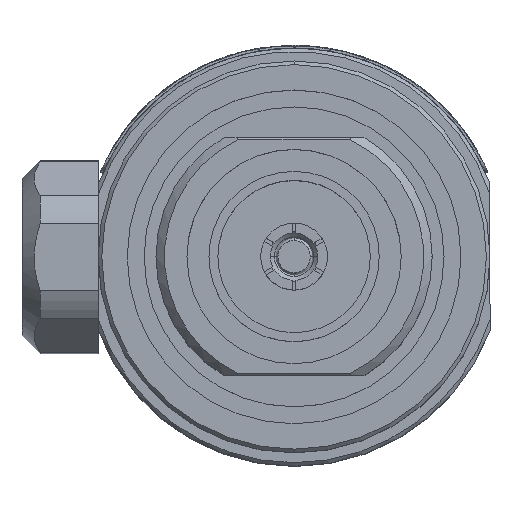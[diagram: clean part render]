
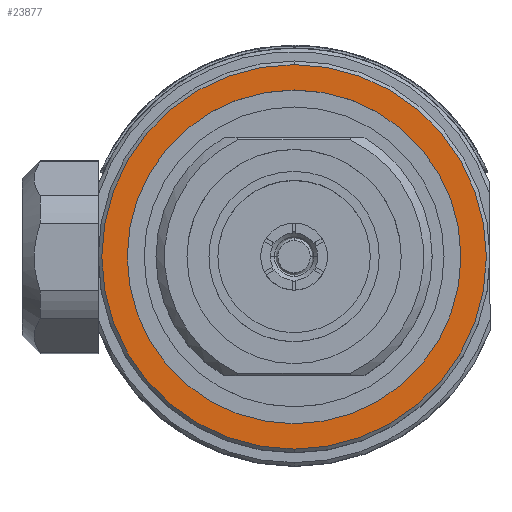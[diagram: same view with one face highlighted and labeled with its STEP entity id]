
A CAD part, top view. The second image highlights one B-rep face of the part: STEP entity #23877.
In plain terms, the highlighted face is planar.
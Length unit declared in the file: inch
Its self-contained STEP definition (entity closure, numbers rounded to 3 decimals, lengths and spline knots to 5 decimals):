
#1552 = CARTESIAN_POINT ( 'NONE',  ( 0.825, 0.81, 0. ) ) ;
#4294 = EDGE_CURVE ( 'NONE', #41994, #53915, #36688, .T. ) ;
#5315 = AXIS2_PLACEMENT_3D ( 'NONE', #12880, #12599, #53142 ) ;
#5671 = FACE_OUTER_BOUND ( 'NONE', #13121, .T. ) ;
#5964 = PLANE ( 'NONE',  #48977 ) ;
#6848 = DIRECTION ( 'NONE',  ( -1., 0., 0. ) ) ;
#9547 = EDGE_CURVE ( 'NONE', #45051, #44222, #20823, .T. ) ;
#10080 = CIRCLE ( 'NONE', #50436, 0.69 ) ;
#11473 = CARTESIAN_POINT ( 'NONE',  ( 0.825, 0., -0.69 ) ) ;
#12154 = CARTESIAN_POINT ( 'NONE',  ( 0.825, 0., 0. ) ) ;
#12599 = DIRECTION ( 'NONE',  ( -1., 0., 0. ) ) ;
#12880 = CARTESIAN_POINT ( 'NONE',  ( 0.825, 0., 0. ) ) ;
#13121 = EDGE_LOOP ( 'NONE', ( #42196, #23650 ) ) ;
#13907 = DIRECTION ( 'NONE',  ( 0., 0., -1. ) ) ;
#17907 = CARTESIAN_POINT ( 'NONE',  ( 0.825, 0., 0.795 ) ) ;
#18452 = CIRCLE ( 'NONE', #5315, 0.795 ) ;
#19463 = DIRECTION ( 'NONE',  ( 0., 0., -1. ) ) ;
#19842 = CARTESIAN_POINT ( 'NONE',  ( 0.825, 0., 0.69 ) ) ;
#20806 = EDGE_LOOP ( 'NONE', ( #48088, #40941 ) ) ;
#20823 = CIRCLE ( 'NONE', #33105, 0.69 ) ;
#20951 = DIRECTION ( 'NONE',  ( 0., 0., 1. ) ) ;
#21574 = AXIS2_PLACEMENT_3D ( 'NONE', #57736, #54179, #13907 ) ;
#23650 = ORIENTED_EDGE ( 'NONE', *, *, #36743, .T. ) ;
#23877 = ADVANCED_FACE ( 'NONE', ( #5671, #54750 ), #5964, .F. ) ;
#29795 = CARTESIAN_POINT ( 'NONE',  ( 0.825, 0., 0. ) ) ;
#33105 = AXIS2_PLACEMENT_3D ( 'NONE', #12154, #48901, #20951 ) ;
#36688 = CIRCLE ( 'NONE', #21574, 0.795 ) ;
#36743 = EDGE_CURVE ( 'NONE', #53915, #41994, #18452, .T. ) ;
#39240 = DIRECTION ( 'NONE',  ( 0., 0., 1. ) ) ;
#40941 = ORIENTED_EDGE ( 'NONE', *, *, #9547, .F. ) ;
#41994 = VERTEX_POINT ( 'NONE', #53034 ) ;
#42169 = DIRECTION ( 'NONE',  ( 1., 0., 0. ) ) ;
#42196 = ORIENTED_EDGE ( 'NONE', *, *, #4294, .T. ) ;
#43821 = EDGE_CURVE ( 'NONE', #44222, #45051, #10080, .T. ) ;
#44222 = VERTEX_POINT ( 'NONE', #19842 ) ;
#45051 = VERTEX_POINT ( 'NONE', #11473 ) ;
#48088 = ORIENTED_EDGE ( 'NONE', *, *, #43821, .F. ) ;
#48901 = DIRECTION ( 'NONE',  ( -1., 0., 0. ) ) ;
#48977 = AXIS2_PLACEMENT_3D ( 'NONE', #1552, #42169, #19463 ) ;
#50436 = AXIS2_PLACEMENT_3D ( 'NONE', #29795, #6848, #39240 ) ;
#53034 = CARTESIAN_POINT ( 'NONE',  ( 0.825, 0., -0.795 ) ) ;
#53142 = DIRECTION ( 'NONE',  ( 0., 0., -1. ) ) ;
#53915 = VERTEX_POINT ( 'NONE', #17907 ) ;
#54179 = DIRECTION ( 'NONE',  ( -1., 0., 0. ) ) ;
#54750 = FACE_BOUND ( 'NONE', #20806, .T. ) ;
#57736 = CARTESIAN_POINT ( 'NONE',  ( 0.825, 0., 0. ) ) ;
